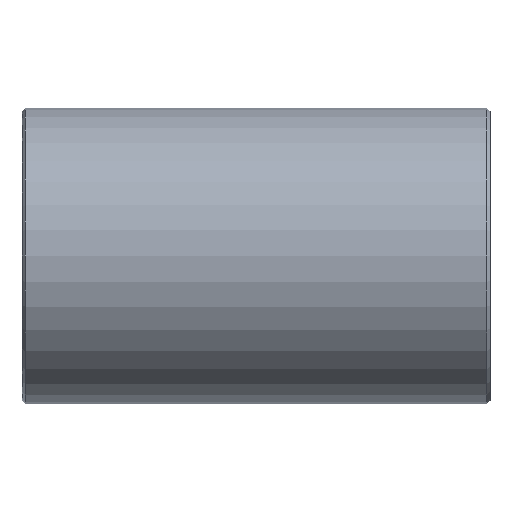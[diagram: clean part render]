
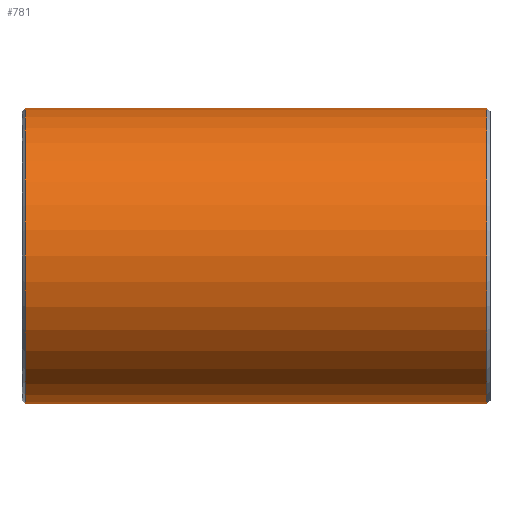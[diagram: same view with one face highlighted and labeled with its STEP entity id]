
A CAD part, front view. The second image highlights one B-rep face of the part: STEP entity #781.
In plain terms, the highlighted cylindrical face has radius 136.525 mm (diameter 273.05 mm), a partial arc.
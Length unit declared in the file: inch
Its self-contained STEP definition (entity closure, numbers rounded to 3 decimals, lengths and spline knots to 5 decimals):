
#6 = DIRECTION ( 'NONE',  ( -1., 0., 0. ) ) ;
#27 = AXIS2_PLACEMENT_3D ( 'NONE', #734, #803, #944 ) ;
#64 = CARTESIAN_POINT ( 'NONE',  ( -8.37833, 0., 5.375 ) ) ;
#68 = CARTESIAN_POINT ( 'NONE',  ( -8.37833, 0., 0. ) ) ;
#96 = LINE ( 'NONE', #245, #473 ) ;
#118 = EDGE_CURVE ( 'NONE', #597, #540, #849, .T. ) ;
#143 = DIRECTION ( 'NONE',  ( 0., 0., 1. ) ) ;
#162 = DIRECTION ( 'NONE',  ( -1., 0., 0. ) ) ;
#234 = FACE_OUTER_BOUND ( 'NONE', #795, .T. ) ;
#244 = EDGE_CURVE ( 'NONE', #540, #704, #728, .T. ) ;
#245 = CARTESIAN_POINT ( 'NONE',  ( 8.5, 0., -5.375 ) ) ;
#273 = ORIENTED_EDGE ( 'NONE', *, *, #511, .T. ) ;
#346 = ORIENTED_EDGE ( 'NONE', *, *, #856, .F. ) ;
#403 = ORIENTED_EDGE ( 'NONE', *, *, #118, .T. ) ;
#459 = DIRECTION ( 'NONE',  ( -1., 0., 0. ) ) ;
#473 = VECTOR ( 'NONE', #459, 39.37008 ) ;
#511 = EDGE_CURVE ( 'NONE', #704, #756, #850, .T. ) ;
#517 = CARTESIAN_POINT ( 'NONE',  ( 8.37833, 0., -5.375 ) ) ;
#540 = VERTEX_POINT ( 'NONE', #578 ) ;
#578 = CARTESIAN_POINT ( 'NONE',  ( 8.37833, 0., 5.375 ) ) ;
#583 = CARTESIAN_POINT ( 'NONE',  ( -8.37833, 0., -5.375 ) ) ;
#585 = ORIENTED_EDGE ( 'NONE', *, *, #244, .T. ) ;
#597 = VERTEX_POINT ( 'NONE', #517 ) ;
#641 = DIRECTION ( 'NONE',  ( 1., 0., 0. ) ) ;
#666 = CARTESIAN_POINT ( 'NONE',  ( 8.5, 0., 5.375 ) ) ;
#681 = DIRECTION ( 'NONE',  ( 0., 0., 1. ) ) ;
#704 = VERTEX_POINT ( 'NONE', #64 ) ;
#728 = LINE ( 'NONE', #666, #862 ) ;
#733 = CYLINDRICAL_SURFACE ( 'NONE', #931, 5.375 ) ;
#734 = CARTESIAN_POINT ( 'NONE',  ( 8.37833, 0., 0. ) ) ;
#748 = CARTESIAN_POINT ( 'NONE',  ( 8.5, 0., 0. ) ) ;
#756 = VERTEX_POINT ( 'NONE', #583 ) ;
#781 = ADVANCED_FACE ( 'NONE', ( #234 ), #733, .T. ) ;
#795 = EDGE_LOOP ( 'NONE', ( #346, #403, #585, #273 ) ) ;
#803 = DIRECTION ( 'NONE',  ( -1., 0., 0. ) ) ;
#817 = AXIS2_PLACEMENT_3D ( 'NONE', #68, #641, #143 ) ;
#849 = CIRCLE ( 'NONE', #27, 5.375 ) ;
#850 = CIRCLE ( 'NONE', #817, 5.375 ) ;
#856 = EDGE_CURVE ( 'NONE', #597, #756, #96, .T. ) ;
#862 = VECTOR ( 'NONE', #6, 39.37008 ) ;
#931 = AXIS2_PLACEMENT_3D ( 'NONE', #748, #162, #681 ) ;
#944 = DIRECTION ( 'NONE',  ( 0., 0., -1. ) ) ;
